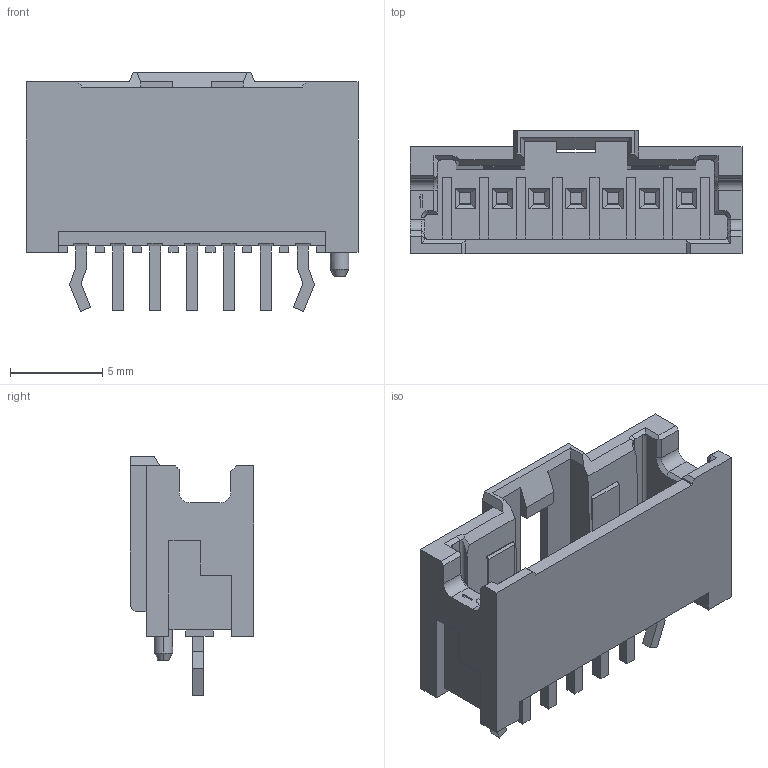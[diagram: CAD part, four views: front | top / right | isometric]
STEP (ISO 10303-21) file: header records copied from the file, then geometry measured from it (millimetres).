
FILE_DESCRIPTION((''),'2;1');
FILE_NAME('MOLEX_55932-0710.stp','2012-08-28T09:44:40',(''),(''),'Mechanical Desktop 2011','Mechanical Desktop 2011',', , ');
FILE_SCHEMA(('AUTOMOTIVE_DESIGN { 1 2 10303 214 1 1 1 1 }'));
Length unit declared in the file: millimetre
Products named in the file (1): Product
Bounding box: 18 x 6.7 x 12.95 mm (x, y, z)
Volume: 445.2 mm3; surface area: 1128.1 mm2
Topology: 15 solids, 15 shells, 383 faces, 980 edges, 641 vertices
Faces by surface type: plane 266, bspline 91, cylinder 16, cone 10
Entity records: 11536 total; most frequent: CARTESIAN_POINT 2454, ORIENTED_EDGE 1960, DIRECTION 1600, EDGE_CURVE 980, VECTOR 922, LINE 922, VERTEX_POINT 641, EDGE_LOOP 399
